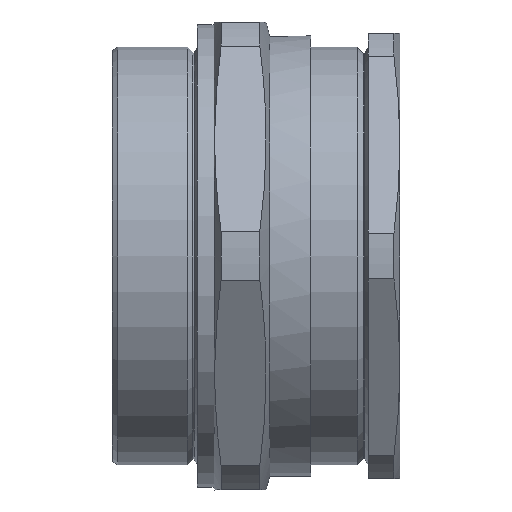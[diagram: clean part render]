
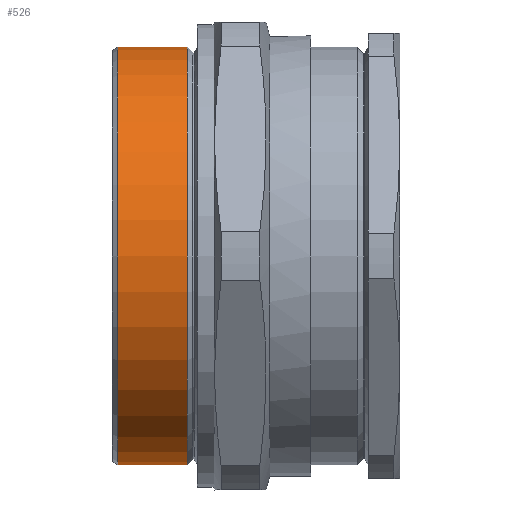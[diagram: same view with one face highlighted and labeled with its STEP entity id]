
A CAD part, front view. The second image highlights one B-rep face of the part: STEP entity #526.
In plain terms, the highlighted cylindrical face has radius 37.5 mm (diameter 75 mm), a full revolution.
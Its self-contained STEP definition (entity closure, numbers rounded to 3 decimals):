
#115 = EDGE_CURVE ( 'NONE', #471, #471, #2077, .T. ) ;
#121 = CARTESIAN_POINT ( 'NONE',  ( 13.5, 0., -37.5 ) ) ;
#340 = AXIS2_PLACEMENT_3D ( 'NONE', #1667, #1662, #1654 ) ;
#471 = VERTEX_POINT ( 'NONE', #121 ) ;
#517 = EDGE_LOOP ( 'NONE', ( #3219 ) ) ;
#526 = ADVANCED_FACE ( 'NONE', ( #2765, #3457 ), #1140, .T. ) ;
#783 = EDGE_CURVE ( 'NONE', #1742, #1742, #2595, .T. ) ;
#953 = AXIS2_PLACEMENT_3D ( 'NONE', #2873, #2839, #2876 ) ;
#1140 = CYLINDRICAL_SURFACE ( 'NONE', #953, 37.5 ) ;
#1654 = DIRECTION ( 'NONE',  ( 0., 0., -1. ) ) ;
#1662 = DIRECTION ( 'NONE',  ( 1., 0., 0. ) ) ;
#1667 = CARTESIAN_POINT ( 'NONE',  ( 1., 0., 0. ) ) ;
#1742 = VERTEX_POINT ( 'NONE', #3786 ) ;
#2077 = CIRCLE ( 'NONE', #2749, 37.5 ) ;
#2253 = CARTESIAN_POINT ( 'NONE',  ( 13.5, 0., 0. ) ) ;
#2293 = DIRECTION ( 'NONE',  ( 1., 0., 0. ) ) ;
#2342 = DIRECTION ( 'NONE',  ( 0., 0., -1. ) ) ;
#2595 = CIRCLE ( 'NONE', #340, 37.5 ) ;
#2749 = AXIS2_PLACEMENT_3D ( 'NONE', #2253, #2293, #2342 ) ;
#2765 = FACE_OUTER_BOUND ( 'NONE', #3077, .T. ) ;
#2839 = DIRECTION ( 'NONE',  ( 1., 0., 0. ) ) ;
#2873 = CARTESIAN_POINT ( 'NONE',  ( 35.7, 0., 0. ) ) ;
#2876 = DIRECTION ( 'NONE',  ( 0., 0., -1. ) ) ;
#3077 = EDGE_LOOP ( 'NONE', ( #3118 ) ) ;
#3118 = ORIENTED_EDGE ( 'NONE', *, *, #115, .F. ) ;
#3219 = ORIENTED_EDGE ( 'NONE', *, *, #783, .T. ) ;
#3457 = FACE_OUTER_BOUND ( 'NONE', #517, .T. ) ;
#3786 = CARTESIAN_POINT ( 'NONE',  ( 1., 0., -37.5 ) ) ;
